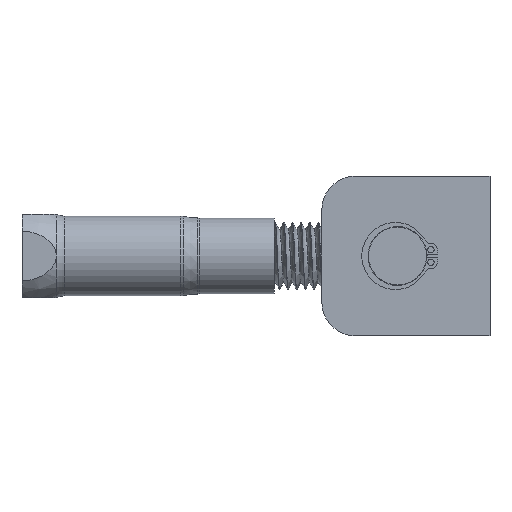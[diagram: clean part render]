
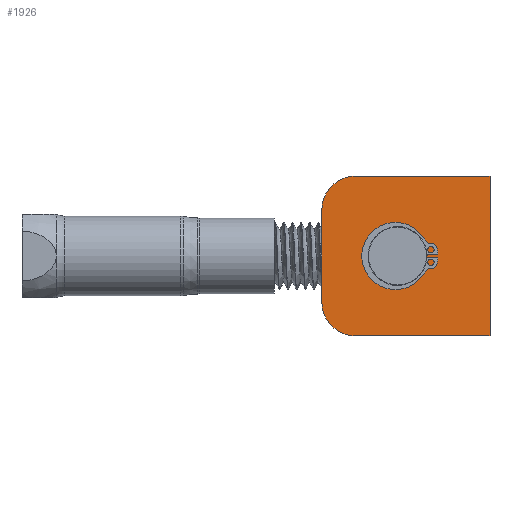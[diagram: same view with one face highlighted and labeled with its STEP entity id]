
A CAD part, front view. The second image highlights one B-rep face of the part: STEP entity #1926.
In plain terms, the highlighted face is planar.
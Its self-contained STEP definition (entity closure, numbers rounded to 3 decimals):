
#81=FACE_BOUND('',#589,.T.);
#111=PLANE('',#2260);
#185=LINE('',#7534,#272);
#190=LINE('',#7548,#277);
#194=LINE('',#7560,#281);
#197=LINE('',#7565,#284);
#272=VECTOR('',#2738,10.);
#277=VECTOR('',#2751,10.);
#281=VECTOR('',#2763,10.);
#284=VECTOR('',#2768,10.);
#459=FACE_OUTER_BOUND('',#588,.T.);
#588=EDGE_LOOP('',(#1789,#1790,#1791,#1792,#1793,#1794));
#589=EDGE_LOOP('',(#1795));
#776=CIRCLE('',#2247,7.05);
#778=CIRCLE('',#2251,8.);
#780=CIRCLE('',#2255,8.);
#945=VERTEX_POINT('',#7526);
#947=VERTEX_POINT('',#7532);
#948=VERTEX_POINT('',#7533);
#951=VERTEX_POINT('',#7541);
#953=VERTEX_POINT('',#7547);
#955=VERTEX_POINT('',#7553);
#957=VERTEX_POINT('',#7559);
#1217=EDGE_CURVE('',#945,#945,#776,.T.);
#1220=EDGE_CURVE('',#947,#948,#185,.T.);
#1224=EDGE_CURVE('',#951,#947,#778,.T.);
#1227=EDGE_CURVE('',#953,#951,#190,.T.);
#1230=EDGE_CURVE('',#955,#953,#780,.T.);
#1233=EDGE_CURVE('',#957,#955,#194,.T.);
#1236=EDGE_CURVE('',#948,#957,#197,.T.);
#1789=ORIENTED_EDGE('',*,*,#1236,.F.);
#1790=ORIENTED_EDGE('',*,*,#1220,.F.);
#1791=ORIENTED_EDGE('',*,*,#1224,.F.);
#1792=ORIENTED_EDGE('',*,*,#1227,.F.);
#1793=ORIENTED_EDGE('',*,*,#1230,.F.);
#1794=ORIENTED_EDGE('',*,*,#1233,.F.);
#1795=ORIENTED_EDGE('',*,*,#1217,.T.);
#1926=ADVANCED_FACE('',(#459,#81),#111,.F.);
#2247=AXIS2_PLACEMENT_3D('',#7527,#2731,#2732);
#2251=AXIS2_PLACEMENT_3D('',#7542,#2744,#2745);
#2255=AXIS2_PLACEMENT_3D('',#7554,#2756,#2757);
#2260=AXIS2_PLACEMENT_3D('',#7568,#2772,#2773);
#2731=DIRECTION('center_axis',(0.,0.,1.));
#2732=DIRECTION('ref_axis',(-1.,0.,0.));
#2738=DIRECTION('',(0.,-1.,0.));
#2744=DIRECTION('center_axis',(0.,0.,1.));
#2745=DIRECTION('ref_axis',(0.,1.,0.));
#2751=DIRECTION('',(-1.,0.,0.));
#2756=DIRECTION('center_axis',(0.,0.,1.));
#2757=DIRECTION('ref_axis',(1.,0.,0.));
#2763=DIRECTION('',(0.,1.,0.));
#2768=DIRECTION('',(1.,0.,0.));
#2772=DIRECTION('center_axis',(0.,0.,1.));
#2773=DIRECTION('ref_axis',(1.,0.,0.));
#7526=CARTESIAN_POINT('',(26.05,22.,0.));
#7527=CARTESIAN_POINT('Origin',(19.,22.,0.));
#7532=CARTESIAN_POINT('',(0.,32.,0.));
#7533=CARTESIAN_POINT('',(0.,0.,0.));
#7534=CARTESIAN_POINT('',(0.,32.,0.));
#7541=CARTESIAN_POINT('',(8.,40.,0.));
#7542=CARTESIAN_POINT('Origin',(8.,32.,0.));
#7547=CARTESIAN_POINT('',(30.,40.,0.));
#7548=CARTESIAN_POINT('',(30.,40.,0.));
#7553=CARTESIAN_POINT('',(38.,32.,0.));
#7554=CARTESIAN_POINT('Origin',(30.,32.,0.));
#7559=CARTESIAN_POINT('',(38.,0.,0.));
#7560=CARTESIAN_POINT('',(38.,0.,0.));
#7565=CARTESIAN_POINT('',(0.,0.,0.));
#7568=CARTESIAN_POINT('Origin',(19.,18.223,0.));
